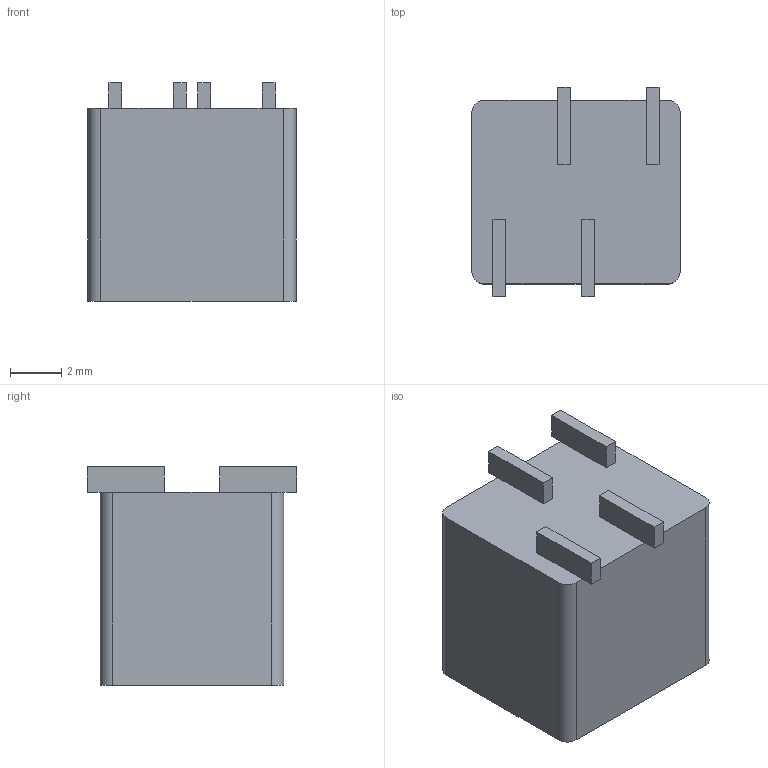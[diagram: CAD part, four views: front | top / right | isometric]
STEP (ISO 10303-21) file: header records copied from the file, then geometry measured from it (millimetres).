
FILE_DESCRIPTION (( 'STEP AP203' ), '1' );
FILE_NAME ('cmf-sd35a.STEP', '2014-05-28T23:46:01', ( 'leader' ), ( '' ), 'SwSTEP 2.0', 'SolidWorks 2012', '' );
FILE_SCHEMA (( 'CONFIG_CONTROL_DESIGN' ));
Length unit declared in the file: millimetre
Products named in the file (1): cmf-sd35a
Bounding box: 8.1 x 8.15 x 8.5 mm (x, y, z)
Volume: 438.8 mm3; surface area: 367.7 mm2
Topology: 1 solids, 1 shells, 34 faces, 88 edges, 56 vertices
Faces by surface type: plane 30, cylinder 4
Entity records: 1093 total; most frequent: CARTESIAN_POINT 179, ORIENTED_EDGE 176, DIRECTION 166, EDGE_CURVE 88, VECTOR 80, LINE 80, VERTEX_POINT 56, AXIS2_PLACEMENT_3D 43
